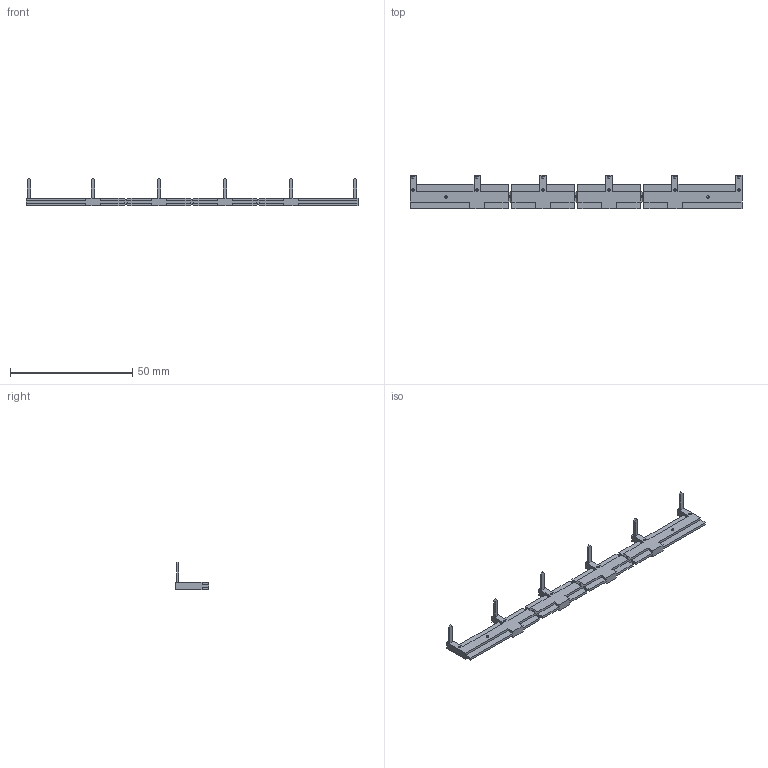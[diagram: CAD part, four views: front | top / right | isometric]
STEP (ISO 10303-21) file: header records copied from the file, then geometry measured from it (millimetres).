
FILE_DESCRIPTION((''),'2;1');
FILE_NAME('ZGGZ4.stp','2015-07-29T09:18:19',('CAD Station'),(''),'Autodesk Inventor 2013','Autodesk Inventor 2013','');
FILE_SCHEMA(('CONFIG_CONTROL_DESIGN'));
Length unit declared in the file: millimetre
Products named in the file (1): ZGGZ4
Bounding box: 135.9 x 13.8 x 11.35 mm (x, y, z)
Volume: 2906.2 mm3; surface area: 4183.8 mm2
Topology: 1 solids, 1 shells, 380 faces, 1008 edges, 664 vertices
Faces by surface type: plane 296, bspline 56, cylinder 28
Full cylindrical faces by diameter (mm): 1 x16
Entity records: 12192 total; most frequent: CARTESIAN_POINT 2765, ORIENTED_EDGE 1984, DIRECTION 1586, EDGE_CURVE 992, VECTOR 824, LINE 824, VERTEX_POINT 664, EDGE_LOOP 430
